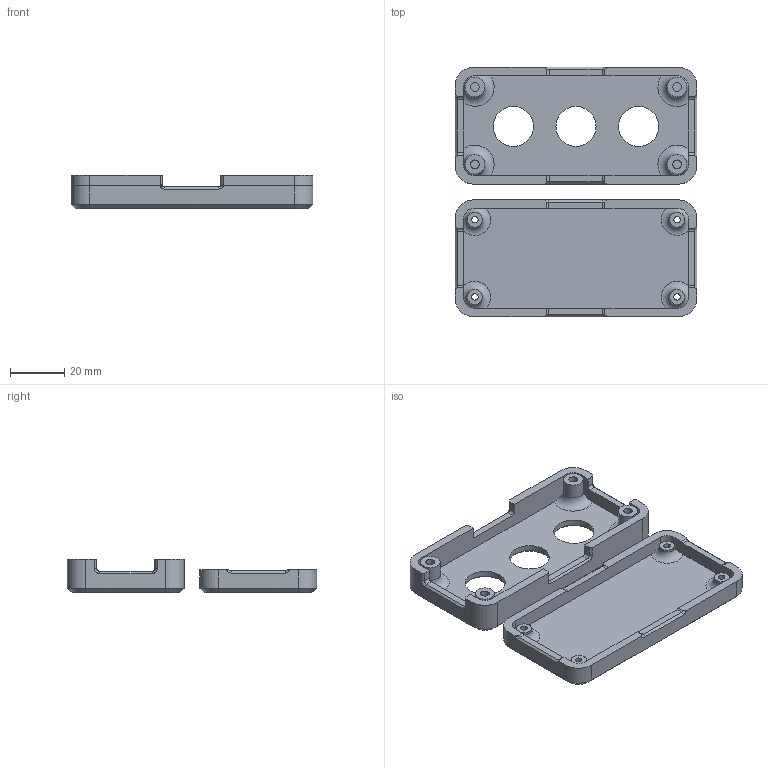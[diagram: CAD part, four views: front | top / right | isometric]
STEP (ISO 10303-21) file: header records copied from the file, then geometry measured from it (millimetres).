
FILE_DESCRIPTION(/* description */ (''),/* implementation_level */ '2;1');
FILE_NAME(/* name */ 'moonpad knobs case.step',/* time_stamp */ '2025-07-13T10:52:11+02:00',/* author */ (''),/* organization */ (''),/* preprocessor_version */ 'ST-DEVELOPER v20.1',/* originating_system */ 'Autodesk Translation Framework v14.10.0.0',/* authorisation */ '');
FILE_SCHEMA (('AUTOMOTIVE_DESIGN { 1 0 10303 214 3 1 1 }'));
Length unit declared in the file: millimetre
Products named in the file (1): moonpad knobs case
Bounding box: 89.2 x 92 x 12.51 mm (x, y, z)
Volume: 33720.5 mm3; surface area: 23057.1 mm2
Topology: 2 solids, 2 shells, 193 faces, 476 edges, 295 vertices
Faces by surface type: plane 92, cylinder 55, cone 31, torus 11, bspline 4
Full cylindrical faces by diameter (mm): 2.4 x4, 3.2 x4, 4.3 x4, 5.6 x4, 7.2 x4, 14.8 x3
Entity records: 6509 total; most frequent: CARTESIAN_POINT 1827, DIRECTION 966, ORIENTED_EDGE 952, EDGE_CURVE 476, AXIS2_PLACEMENT_3D 348, VERTEX_POINT 295, LINE 270, VECTOR 270
